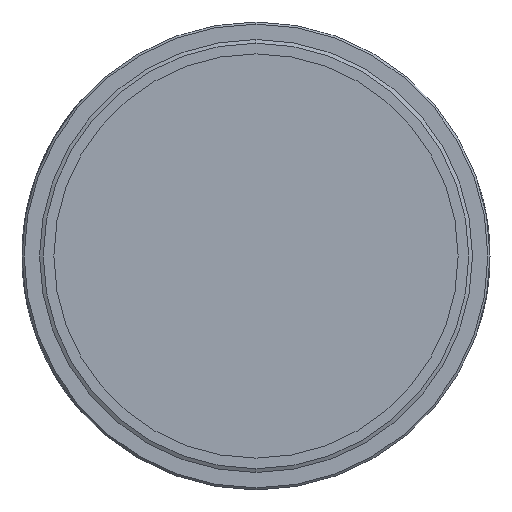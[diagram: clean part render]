
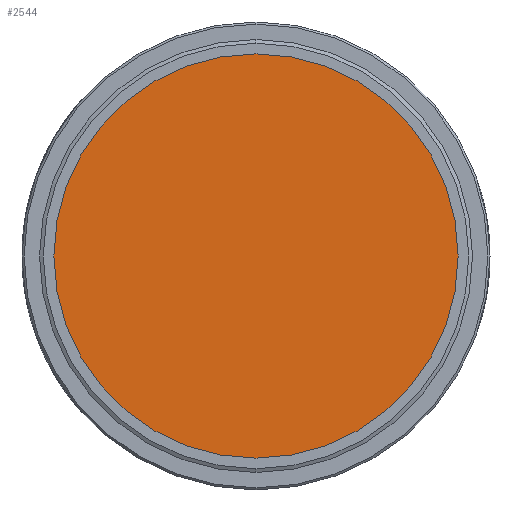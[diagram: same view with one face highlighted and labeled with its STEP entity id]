
A CAD part, left-side view. The second image highlights one B-rep face of the part: STEP entity #2544.
In plain terms, the highlighted planar face has unit normal (-1, 0, 0).
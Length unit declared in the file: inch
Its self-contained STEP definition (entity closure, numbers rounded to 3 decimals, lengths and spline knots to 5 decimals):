
#165 = CIRCLE ( 'NONE', #3893, 1. ) ;
#289 = EDGE_LOOP ( 'NONE', ( #6053, #1860 ) ) ;
#1042 = DIRECTION ( 'NONE',  ( 1., 0., 0. ) ) ;
#1344 = AXIS2_PLACEMENT_3D ( 'NONE', #1609, #9807, #2796 ) ;
#1609 = CARTESIAN_POINT ( 'NONE',  ( -0.105, 0., 0. ) ) ;
#1860 = ORIENTED_EDGE ( 'NONE', *, *, #5040, .F. ) ;
#2046 = CIRCLE ( 'NONE', #1344, 1. ) ;
#2544 = ADVANCED_FACE ( 'NONE', ( #5333 ), #14244, .F. ) ;
#2796 = DIRECTION ( 'NONE',  ( 0., 0., -1. ) ) ;
#2912 = CARTESIAN_POINT ( 'NONE',  ( -0.105, 0., 1. ) ) ;
#3376 = EDGE_CURVE ( 'NONE', #12948, #9462, #2046, .T. ) ;
#3893 = AXIS2_PLACEMENT_3D ( 'NONE', #8058, #1042, #9239 ) ;
#5040 = EDGE_CURVE ( 'NONE', #9462, #12948, #165, .T. ) ;
#5333 = FACE_OUTER_BOUND ( 'NONE', #289, .T. ) ;
#5561 = AXIS2_PLACEMENT_3D ( 'NONE', #10813, #13172, #6166 ) ;
#6053 = ORIENTED_EDGE ( 'NONE', *, *, #3376, .F. ) ;
#6166 = DIRECTION ( 'NONE',  ( 0., 0., -1. ) ) ;
#7441 = CARTESIAN_POINT ( 'NONE',  ( -0.105, 0., -1. ) ) ;
#8058 = CARTESIAN_POINT ( 'NONE',  ( -0.105, 0., 0. ) ) ;
#9239 = DIRECTION ( 'NONE',  ( 0., 0., -1. ) ) ;
#9462 = VERTEX_POINT ( 'NONE', #2912 ) ;
#9807 = DIRECTION ( 'NONE',  ( 1., 0., 0. ) ) ;
#10813 = CARTESIAN_POINT ( 'NONE',  ( -0.105, 0., 0. ) ) ;
#12948 = VERTEX_POINT ( 'NONE', #7441 ) ;
#13172 = DIRECTION ( 'NONE',  ( 1., 0., 0. ) ) ;
#14244 = PLANE ( 'NONE',  #5561 ) ;
